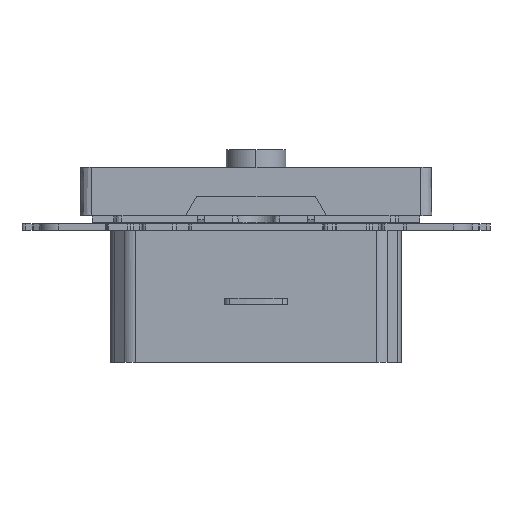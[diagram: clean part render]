
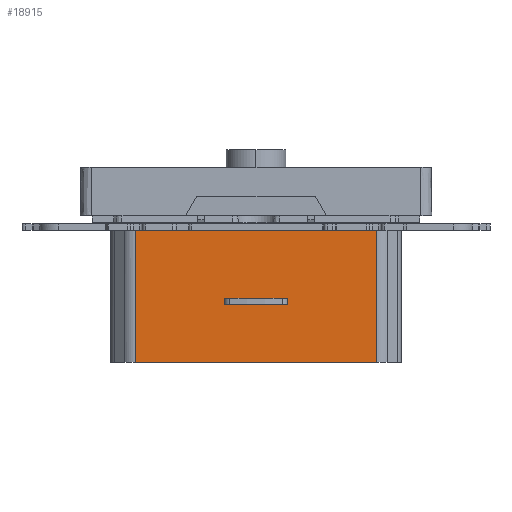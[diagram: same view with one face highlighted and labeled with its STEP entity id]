
A CAD part, left-side view. The second image highlights one B-rep face of the part: STEP entity #18915.
In plain terms, the highlighted planar face has unit normal (-1, 0, 0).
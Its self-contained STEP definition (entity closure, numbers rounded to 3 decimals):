
#238 = DIRECTION ( 'NONE',  ( 0., 1., 0. ) ) ;
#285 = CARTESIAN_POINT ( 'NONE',  ( -23.1, 305., -12.803 ) ) ;
#973 = VERTEX_POINT ( 'NONE', #5538 ) ;
#1135 = EDGE_CURVE ( 'NONE', #24301, #26534, #6399, .T. ) ;
#1274 = EDGE_LOOP ( 'NONE', ( #12724, #10885, #29632, #28955, #9579, #12377 ) ) ;
#1655 = EDGE_CURVE ( 'NONE', #9223, #2427, #11977, .T. ) ;
#1755 = VECTOR ( 'NONE', #16662, 1000. ) ;
#1850 = LINE ( 'NONE', #13827, #3047 ) ;
#2427 = VERTEX_POINT ( 'NONE', #22154 ) ;
#2505 = CARTESIAN_POINT ( 'NONE',  ( -23.1, 299.003, -11.803 ) ) ;
#2517 = DIRECTION ( 'NONE',  ( 0., 1., 0. ) ) ;
#2612 = CARTESIAN_POINT ( 'NONE',  ( -23.1, 300.997, -12.803 ) ) ;
#2685 = CARTESIAN_POINT ( 'NONE',  ( -23.1, 300.997, -11.803 ) ) ;
#2889 = EDGE_CURVE ( 'NONE', #15183, #19812, #11800, .T. ) ;
#2942 = VERTEX_POINT ( 'NONE', #2612 ) ;
#3047 = VECTOR ( 'NONE', #4038, 1000. ) ;
#3110 = VECTOR ( 'NONE', #20522, 1000. ) ;
#3207 = FACE_BOUND ( 'NONE', #18309, .T. ) ;
#3807 = CARTESIAN_POINT ( 'NONE',  ( -23.1, 290.6, -22.003 ) ) ;
#4038 = DIRECTION ( 'NONE',  ( 0., 1., 0. ) ) ;
#4068 = CARTESIAN_POINT ( 'NONE',  ( -23.1, 290.6, -12.803 ) ) ;
#4536 = EDGE_CURVE ( 'NONE', #24301, #9223, #12557, .T. ) ;
#4860 = EDGE_CURVE ( 'NONE', #21420, #973, #15286, .T. ) ;
#5054 = VECTOR ( 'NONE', #21449, 1000. ) ;
#5141 = VECTOR ( 'NONE', #26987, 1000. ) ;
#5238 = CARTESIAN_POINT ( 'NONE',  ( -23.1, 280.843, -22.003 ) ) ;
#5522 = ORIENTED_EDGE ( 'NONE', *, *, #13606, .T. ) ;
#5538 = CARTESIAN_POINT ( 'NONE',  ( -23.1, 300.997, -1.003 ) ) ;
#5675 = FACE_OUTER_BOUND ( 'NONE', #1274, .T. ) ;
#5723 = VECTOR ( 'NONE', #11191, 1000. ) ;
#5831 = VERTEX_POINT ( 'NONE', #285 ) ;
#6118 = PLANE ( 'NONE',  #17634 ) ;
#6127 = EDGE_CURVE ( 'NONE', #2942, #15863, #19606, .T. ) ;
#6351 = CARTESIAN_POINT ( 'NONE',  ( -23.1, 305., -11.803 ) ) ;
#6399 = LINE ( 'NONE', #29656, #12529 ) ;
#6527 = ORIENTED_EDGE ( 'NONE', *, *, #24990, .F. ) ;
#7500 = CARTESIAN_POINT ( 'NONE',  ( -23.1, 300.997, -11.803 ) ) ;
#7756 = VECTOR ( 'NONE', #20452, 1000. ) ;
#7886 = DIRECTION ( 'NONE',  ( 0., 1., 0. ) ) ;
#7979 = EDGE_LOOP ( 'NONE', ( #11124, #8692, #6527, #13595 ) ) ;
#8236 = VECTOR ( 'NONE', #13187, 1000. ) ;
#8541 = LINE ( 'NONE', #13823, #5723 ) ;
#8692 = ORIENTED_EDGE ( 'NONE', *, *, #15700, .T. ) ;
#9186 = ORIENTED_EDGE ( 'NONE', *, *, #6127, .F. ) ;
#9223 = VERTEX_POINT ( 'NONE', #16067 ) ;
#9344 = LINE ( 'NONE', #2505, #9772 ) ;
#9579 = ORIENTED_EDGE ( 'NONE', *, *, #4536, .F. ) ;
#9772 = VECTOR ( 'NONE', #16468, 1000. ) ;
#9824 = LINE ( 'NONE', #28813, #20345 ) ;
#10420 = LINE ( 'NONE', #20461, #8236 ) ;
#10568 = EDGE_CURVE ( 'NONE', #15183, #23564, #15943, .T. ) ;
#10885 = ORIENTED_EDGE ( 'NONE', *, *, #4860, .T. ) ;
#11124 = ORIENTED_EDGE ( 'NONE', *, *, #2889, .T. ) ;
#11191 = DIRECTION ( 'NONE',  ( 0., 0., 1. ) ) ;
#11666 = CARTESIAN_POINT ( 'NONE',  ( -23.1, 299.003, -1.003 ) ) ;
#11800 = LINE ( 'NONE', #19373, #14451 ) ;
#11977 = LINE ( 'NONE', #23934, #5054 ) ;
#12208 = LINE ( 'NONE', #26683, #20147 ) ;
#12221 = ORIENTED_EDGE ( 'NONE', *, *, #29274, .F. ) ;
#12377 = ORIENTED_EDGE ( 'NONE', *, *, #1135, .T. ) ;
#12529 = VECTOR ( 'NONE', #17801, 1000. ) ;
#12557 = LINE ( 'NONE', #5238, #22997 ) ;
#12724 = ORIENTED_EDGE ( 'NONE', *, *, #23175, .T. ) ;
#13187 = DIRECTION ( 'NONE',  ( 0., -1., 0. ) ) ;
#13294 = DIRECTION ( 'NONE',  ( 0., 0., -1. ) ) ;
#13483 = CARTESIAN_POINT ( 'NONE',  ( -23.1, 290.6, -11.803 ) ) ;
#13595 = ORIENTED_EDGE ( 'NONE', *, *, #10568, .F. ) ;
#13606 = EDGE_CURVE ( 'NONE', #2942, #5831, #9824, .T. ) ;
#13823 = CARTESIAN_POINT ( 'NONE',  ( -23.1, 305., -22.003 ) ) ;
#13827 = CARTESIAN_POINT ( 'NONE',  ( -23.1, 290.6, -11.803 ) ) ;
#14451 = VECTOR ( 'NONE', #18917, 1000. ) ;
#15183 = VERTEX_POINT ( 'NONE', #22966 ) ;
#15286 = LINE ( 'NONE', #24925, #5141 ) ;
#15700 = EDGE_CURVE ( 'NONE', #19812, #21275, #16012, .T. ) ;
#15863 = VERTEX_POINT ( 'NONE', #2685 ) ;
#15943 = LINE ( 'NONE', #13483, #7756 ) ;
#16012 = LINE ( 'NONE', #4068, #3110 ) ;
#16067 = CARTESIAN_POINT ( 'NONE',  ( -23.1, 319.157, -22.003 ) ) ;
#16468 = DIRECTION ( 'NONE',  ( 0., 0., -1. ) ) ;
#16662 = DIRECTION ( 'NONE',  ( 0., 0., 1. ) ) ;
#16694 = CARTESIAN_POINT ( 'NONE',  ( -23.1, 280.843, -22.003 ) ) ;
#16999 = CARTESIAN_POINT ( 'NONE',  ( -23.1, 280.843, -1.003 ) ) ;
#17562 = CARTESIAN_POINT ( 'NONE',  ( -23.1, 299.003, -12.803 ) ) ;
#17634 = AXIS2_PLACEMENT_3D ( 'NONE', #3807, #24655, #13294 ) ;
#17801 = DIRECTION ( 'NONE',  ( 0., 0., 1. ) ) ;
#18309 = EDGE_LOOP ( 'NONE', ( #9186, #5522, #28572, #12221 ) ) ;
#18660 = VERTEX_POINT ( 'NONE', #6351 ) ;
#18702 = EDGE_CURVE ( 'NONE', #5831, #18660, #8541, .T. ) ;
#18915 = ADVANCED_FACE ( 'NONE', ( #3207, #27451, #5675 ), #6118, .F. ) ;
#18917 = DIRECTION ( 'NONE',  ( 0., 0., -1. ) ) ;
#19373 = CARTESIAN_POINT ( 'NONE',  ( -23.1, 295., -22.003 ) ) ;
#19606 = LINE ( 'NONE', #7500, #1755 ) ;
#19812 = VERTEX_POINT ( 'NONE', #30405 ) ;
#20147 = VECTOR ( 'NONE', #238, 1000. ) ;
#20345 = VECTOR ( 'NONE', #2517, 1000. ) ;
#20452 = DIRECTION ( 'NONE',  ( 0., 1., 0. ) ) ;
#20461 = CARTESIAN_POINT ( 'NONE',  ( -23.1, 290.6, -1.003 ) ) ;
#20522 = DIRECTION ( 'NONE',  ( 0., 1., 0. ) ) ;
#21275 = VERTEX_POINT ( 'NONE', #17562 ) ;
#21420 = VERTEX_POINT ( 'NONE', #11666 ) ;
#21449 = DIRECTION ( 'NONE',  ( 0., 0., 1. ) ) ;
#22154 = CARTESIAN_POINT ( 'NONE',  ( -23.1, 319.157, -1.003 ) ) ;
#22584 = EDGE_CURVE ( 'NONE', #2427, #973, #10420, .T. ) ;
#22966 = CARTESIAN_POINT ( 'NONE',  ( -23.1, 295., -11.803 ) ) ;
#22997 = VECTOR ( 'NONE', #7886, 1000. ) ;
#23175 = EDGE_CURVE ( 'NONE', #26534, #21420, #12208, .T. ) ;
#23564 = VERTEX_POINT ( 'NONE', #28529 ) ;
#23934 = CARTESIAN_POINT ( 'NONE',  ( -23.1, 319.157, -22.003 ) ) ;
#24301 = VERTEX_POINT ( 'NONE', #16694 ) ;
#24655 = DIRECTION ( 'NONE',  ( 1., 0., 0. ) ) ;
#24925 = CARTESIAN_POINT ( 'NONE',  ( -23.1, 290.6, -1.003 ) ) ;
#24990 = EDGE_CURVE ( 'NONE', #23564, #21275, #9344, .T. ) ;
#26534 = VERTEX_POINT ( 'NONE', #16999 ) ;
#26683 = CARTESIAN_POINT ( 'NONE',  ( -23.1, 290.6, -1.003 ) ) ;
#26987 = DIRECTION ( 'NONE',  ( 0., 1., 0. ) ) ;
#27451 = FACE_BOUND ( 'NONE', #7979, .T. ) ;
#28529 = CARTESIAN_POINT ( 'NONE',  ( -23.1, 299.003, -11.803 ) ) ;
#28572 = ORIENTED_EDGE ( 'NONE', *, *, #18702, .T. ) ;
#28813 = CARTESIAN_POINT ( 'NONE',  ( -23.1, 290.6, -12.803 ) ) ;
#28955 = ORIENTED_EDGE ( 'NONE', *, *, #1655, .F. ) ;
#29274 = EDGE_CURVE ( 'NONE', #15863, #18660, #1850, .T. ) ;
#29632 = ORIENTED_EDGE ( 'NONE', *, *, #22584, .F. ) ;
#29656 = CARTESIAN_POINT ( 'NONE',  ( -23.1, 280.843, -22.003 ) ) ;
#30405 = CARTESIAN_POINT ( 'NONE',  ( -23.1, 295., -12.803 ) ) ;
